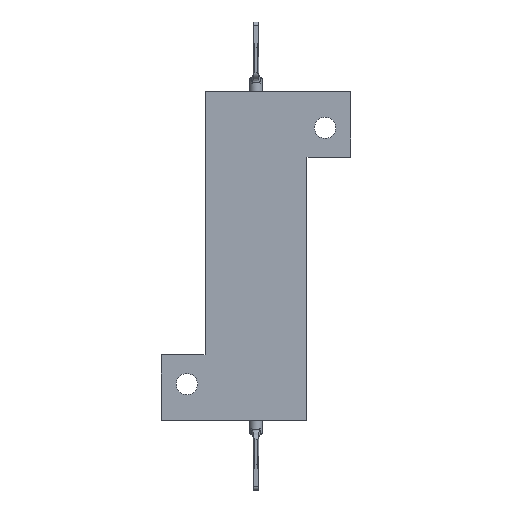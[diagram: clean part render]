
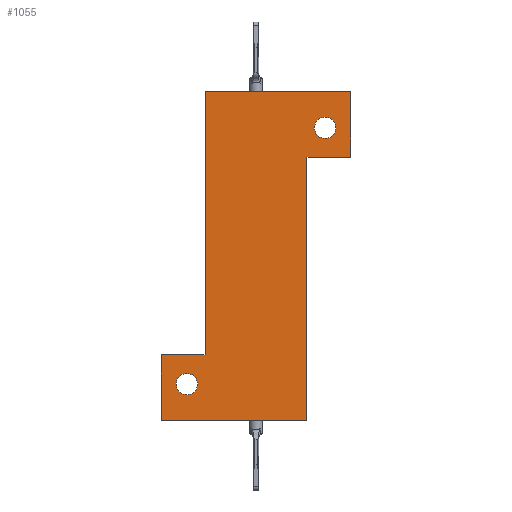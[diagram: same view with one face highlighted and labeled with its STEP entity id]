
A CAD part, front view. The second image highlights one B-rep face of the part: STEP entity #1055.
In plain terms, the highlighted planar face has unit normal (0, -1, 0).
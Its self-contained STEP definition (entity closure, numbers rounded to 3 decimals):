
#56 = CARTESIAN_POINT ( 'NONE',  ( -45.241, -35.763, 51. ) ) ;
#81 = VERTEX_POINT ( 'NONE', #3115 ) ;
#93 = CARTESIAN_POINT ( 'NONE',  ( -45.241, -35.763, 10.2 ) ) ;
#134 = CARTESIAN_POINT ( 'NONE',  ( -45.241, -35.763, 0. ) ) ;
#141 = AXIS2_PLACEMENT_3D ( 'NONE', #1781, #1534, #1294 ) ;
#199 = ORIENTED_EDGE ( 'NONE', *, *, #446, .F. ) ;
#205 = LINE ( 'NONE', #260, #1709 ) ;
#259 = CARTESIAN_POINT ( 'NONE',  ( -41.241, -35.763, 7.3 ) ) ;
#260 = CARTESIAN_POINT ( 'NONE',  ( -22.641, -35.763, 40.8 ) ) ;
#342 = DIRECTION ( 'NONE',  ( 0., 0., -1. ) ) ;
#383 = ORIENTED_EDGE ( 'NONE', *, *, #2196, .T. ) ;
#402 = AXIS2_PLACEMENT_3D ( 'NONE', #543, #2670, #857 ) ;
#428 = CARTESIAN_POINT ( 'NONE',  ( -22.641, -35.763, 40.8 ) ) ;
#446 = EDGE_CURVE ( 'NONE', #1772, #81, #3402, .T. ) ;
#499 = VECTOR ( 'NONE', #1088, 1000. ) ;
#543 = CARTESIAN_POINT ( 'NONE',  ( -19.841, -35.763, 45.35 ) ) ;
#546 = EDGE_CURVE ( 'NONE', #1921, #781, #3633, .T. ) ;
#725 = FACE_BOUND ( 'NONE', #1504, .T. ) ;
#730 = EDGE_CURVE ( 'NONE', #3616, #1619, #1731, .T. ) ;
#771 = CARTESIAN_POINT ( 'NONE',  ( -41.241, -35.763, 5.65 ) ) ;
#781 = VERTEX_POINT ( 'NONE', #3420 ) ;
#844 = DIRECTION ( 'NONE',  ( -1., 0., 0. ) ) ;
#857 = DIRECTION ( 'NONE',  ( 0., 0., 1. ) ) ;
#888 = CIRCLE ( 'NONE', #402, 1.65 ) ;
#938 = LINE ( 'NONE', #2974, #3272 ) ;
#973 = VECTOR ( 'NONE', #342, 1000. ) ;
#1034 = CIRCLE ( 'NONE', #2394, 1.65 ) ;
#1055 = ADVANCED_FACE ( 'NONE', ( #1432, #725, #3149 ), #1571, .F. ) ;
#1066 = DIRECTION ( 'NONE',  ( 0., 0., 1. ) ) ;
#1073 = VERTEX_POINT ( 'NONE', #1275 ) ;
#1088 = DIRECTION ( 'NONE',  ( 0., 0., -1. ) ) ;
#1142 = CARTESIAN_POINT ( 'NONE',  ( -41.241, -35.763, 5.65 ) ) ;
#1163 = ORIENTED_EDGE ( 'NONE', *, *, #2216, .F. ) ;
#1193 = ORIENTED_EDGE ( 'NONE', *, *, #3285, .F. ) ;
#1275 = CARTESIAN_POINT ( 'NONE',  ( -38.441, -35.763, 51. ) ) ;
#1294 = DIRECTION ( 'NONE',  ( 0., 0., 1. ) ) ;
#1323 = EDGE_CURVE ( 'NONE', #81, #2459, #205, .T. ) ;
#1415 = EDGE_CURVE ( 'NONE', #1073, #1772, #3657, .T. ) ;
#1432 = FACE_BOUND ( 'NONE', #3228, .T. ) ;
#1450 = DIRECTION ( 'NONE',  ( 0., 0., 1. ) ) ;
#1496 = CARTESIAN_POINT ( 'NONE',  ( -38.441, -35.763, 10.2 ) ) ;
#1504 = EDGE_LOOP ( 'NONE', ( #1744, #2301 ) ) ;
#1514 = VERTEX_POINT ( 'NONE', #2052 ) ;
#1534 = DIRECTION ( 'NONE',  ( 0., 1., 0. ) ) ;
#1571 = PLANE ( 'NONE',  #1677 ) ;
#1602 = CIRCLE ( 'NONE', #2934, 1.65 ) ;
#1619 = VERTEX_POINT ( 'NONE', #3308 ) ;
#1677 = AXIS2_PLACEMENT_3D ( 'NONE', #2691, #3689, #1875 ) ;
#1680 = ORIENTED_EDGE ( 'NONE', *, *, #3733, .T. ) ;
#1709 = VECTOR ( 'NONE', #844, 1000. ) ;
#1731 = CIRCLE ( 'NONE', #141, 1.65 ) ;
#1744 = ORIENTED_EDGE ( 'NONE', *, *, #2689, .T. ) ;
#1772 = VERTEX_POINT ( 'NONE', #3407 ) ;
#1781 = CARTESIAN_POINT ( 'NONE',  ( -19.841, -35.763, 45.35 ) ) ;
#1786 = ORIENTED_EDGE ( 'NONE', *, *, #1415, .F. ) ;
#1799 = LINE ( 'NONE', #428, #2417 ) ;
#1803 = DIRECTION ( 'NONE',  ( 0., 0., 1. ) ) ;
#1853 = ORIENTED_EDGE ( 'NONE', *, *, #1323, .F. ) ;
#1875 = DIRECTION ( 'NONE',  ( 0., 0., 1. ) ) ;
#1921 = VERTEX_POINT ( 'NONE', #93 ) ;
#1935 = DIRECTION ( 'NONE',  ( 1., 0., 0. ) ) ;
#2052 = CARTESIAN_POINT ( 'NONE',  ( -38.441, -35.763, 10.2 ) ) ;
#2120 = CARTESIAN_POINT ( 'NONE',  ( -41.241, -35.763, 4. ) ) ;
#2142 = ORIENTED_EDGE ( 'NONE', *, *, #546, .T. ) ;
#2196 = EDGE_CURVE ( 'NONE', #781, #2271, #2518, .T. ) ;
#2216 = EDGE_CURVE ( 'NONE', #2459, #2271, #1799, .T. ) ;
#2241 = DIRECTION ( 'NONE',  ( 0., 0., -1. ) ) ;
#2271 = VERTEX_POINT ( 'NONE', #2917 ) ;
#2301 = ORIENTED_EDGE ( 'NONE', *, *, #2337, .T. ) ;
#2337 = EDGE_CURVE ( 'NONE', #3315, #2887, #1034, .T. ) ;
#2388 = EDGE_CURVE ( 'NONE', #1921, #1514, #938, .T. ) ;
#2394 = AXIS2_PLACEMENT_3D ( 'NONE', #1142, #3273, #1450 ) ;
#2417 = VECTOR ( 'NONE', #2241, 1000. ) ;
#2459 = VERTEX_POINT ( 'NONE', #3601 ) ;
#2518 = LINE ( 'NONE', #134, #3321 ) ;
#2670 = DIRECTION ( 'NONE',  ( 0., 1., 0. ) ) ;
#2689 = EDGE_CURVE ( 'NONE', #2887, #3315, #1602, .T. ) ;
#2691 = CARTESIAN_POINT ( 'NONE',  ( -45.241, -35.763, 51. ) ) ;
#2855 = VECTOR ( 'NONE', #3381, 1000. ) ;
#2887 = VERTEX_POINT ( 'NONE', #259 ) ;
#2900 = DIRECTION ( 'NONE',  ( 0., 1., 0. ) ) ;
#2917 = CARTESIAN_POINT ( 'NONE',  ( -22.641, -35.763, 0. ) ) ;
#2934 = AXIS2_PLACEMENT_3D ( 'NONE', #771, #2900, #1066 ) ;
#2974 = CARTESIAN_POINT ( 'NONE',  ( -38.441, -35.763, 10.2 ) ) ;
#3115 = CARTESIAN_POINT ( 'NONE',  ( -15.841, -35.763, 40.8 ) ) ;
#3119 = CARTESIAN_POINT ( 'NONE',  ( -15.841, -35.763, 51. ) ) ;
#3142 = LINE ( 'NONE', #1496, #3752 ) ;
#3149 = FACE_OUTER_BOUND ( 'NONE', #3691, .T. ) ;
#3228 = EDGE_LOOP ( 'NONE', ( #1680, #3750 ) ) ;
#3247 = ORIENTED_EDGE ( 'NONE', *, *, #2388, .F. ) ;
#3272 = VECTOR ( 'NONE', #3286, 1000. ) ;
#3273 = DIRECTION ( 'NONE',  ( 0., 1., 0. ) ) ;
#3285 = EDGE_CURVE ( 'NONE', #1514, #1073, #3142, .T. ) ;
#3286 = DIRECTION ( 'NONE',  ( 1., 0., 0. ) ) ;
#3308 = CARTESIAN_POINT ( 'NONE',  ( -19.841, -35.763, 47. ) ) ;
#3315 = VERTEX_POINT ( 'NONE', #2120 ) ;
#3321 = VECTOR ( 'NONE', #1935, 1000. ) ;
#3381 = DIRECTION ( 'NONE',  ( 1., 0., 0. ) ) ;
#3402 = LINE ( 'NONE', #3119, #973 ) ;
#3407 = CARTESIAN_POINT ( 'NONE',  ( -15.841, -35.763, 51. ) ) ;
#3420 = CARTESIAN_POINT ( 'NONE',  ( -45.241, -35.763, 0. ) ) ;
#3496 = CARTESIAN_POINT ( 'NONE',  ( -19.841, -35.763, 43.7 ) ) ;
#3601 = CARTESIAN_POINT ( 'NONE',  ( -22.641, -35.763, 40.8 ) ) ;
#3616 = VERTEX_POINT ( 'NONE', #3496 ) ;
#3633 = LINE ( 'NONE', #3824, #499 ) ;
#3657 = LINE ( 'NONE', #56, #2855 ) ;
#3689 = DIRECTION ( 'NONE',  ( 0., 1., 0. ) ) ;
#3691 = EDGE_LOOP ( 'NONE', ( #383, #1163, #1853, #199, #1786, #1193, #3247, #2142 ) ) ;
#3733 = EDGE_CURVE ( 'NONE', #1619, #3616, #888, .T. ) ;
#3750 = ORIENTED_EDGE ( 'NONE', *, *, #730, .T. ) ;
#3752 = VECTOR ( 'NONE', #1803, 1000. ) ;
#3824 = CARTESIAN_POINT ( 'NONE',  ( -45.241, -35.763, 51. ) ) ;
